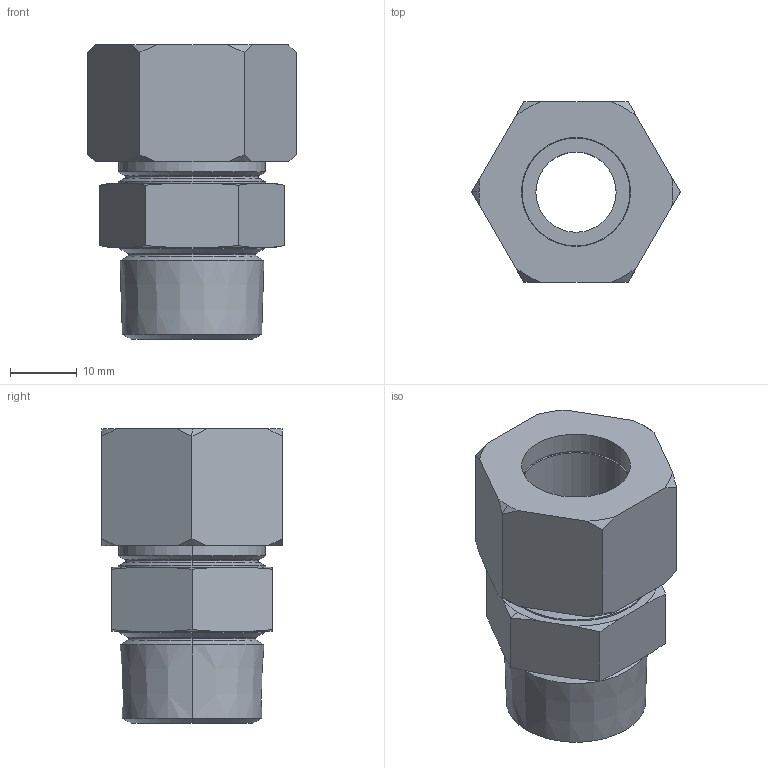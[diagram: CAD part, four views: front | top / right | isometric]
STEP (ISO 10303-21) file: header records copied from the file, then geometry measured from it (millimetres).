
FILE_DESCRIPTION (( 'STEP AP203' ), '1' );
FILE_NAME ('11-1322-17_outokumpu.step', '2015-08-10T09:05:31', ( '' ), ( '' ), 'SwSTEP 2.0', 'SolidWorks 2008', '' );
FILE_SCHEMA (( 'CONFIG_CONTROL_DESIGN' ));
Length unit declared in the file: millimetre
Products named in the file (4): nipple-13-666-170_outokumpu_nipple-13-666-170_outokumpu; bite-ring-13-111-009_outokumpu_bite-ring-13-111-009_outokumpu; 11-1322-17_outokumpu; nut-13-222-008_outokumpu_nut-13-222-008_outokumpu
Assembly tree (3 placements, depth 2):
  11-1322-17_outokumpu
    nipple-13-666-170_outokumpu_nipple-13-666-170_outokumpu
    bite-ring-13-111-009_outokumpu_bite-ring-13-111-009_outokumpu
    nut-13-222-008_outokumpu_nut-13-222-008_outokumpu
Bounding box: 31.18 x 27 x 44 mm (x, y, z)
Volume: 14389.8 mm3; surface area: 9414.6 mm2
Topology: 3 solids, 3 shells, 101 faces, 234 edges, 142 vertices
Faces by surface type: cone 54, plane 21, cylinder 18, torus 8
Entity records: 3352 total; most frequent: CARTESIAN_POINT 651, DIRECTION 502, ORIENTED_EDGE 468, EDGE_CURVE 234, AXIS2_PLACEMENT_3D 209, VERTEX_POINT 142, EDGE_LOOP 110, CIRCLE 102
